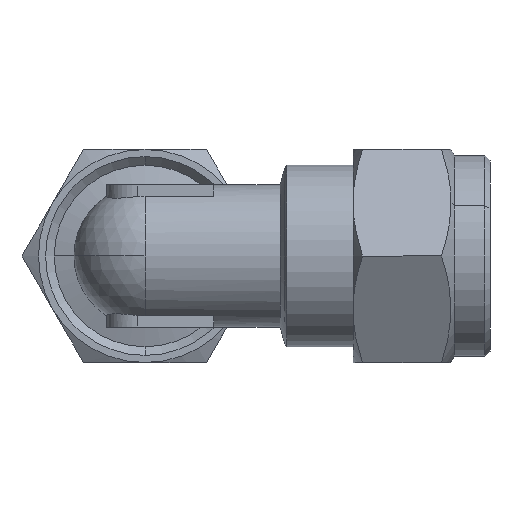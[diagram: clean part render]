
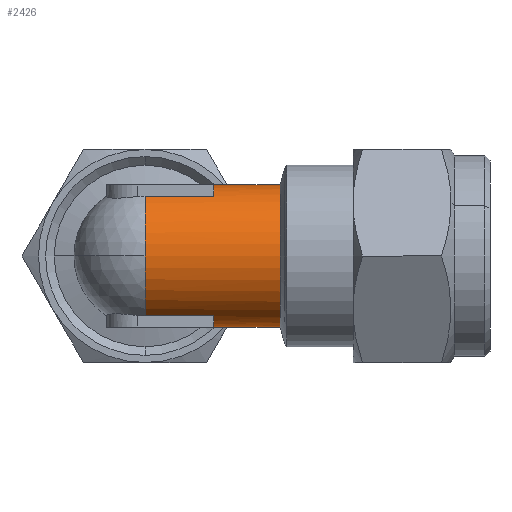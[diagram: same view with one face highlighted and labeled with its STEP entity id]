
A CAD part, left-side view. The second image highlights one B-rep face of the part: STEP entity #2426.
In plain terms, the highlighted cylindrical face has radius 7 mm (diameter 14 mm), a partial arc.
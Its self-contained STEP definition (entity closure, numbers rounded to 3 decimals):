
#135 = CARTESIAN_POINT ( 'NONE',  ( -3.75, 20.25, 5.911 ) ) ;
#140 = CARTESIAN_POINT ( 'NONE',  ( -3.75, 27., 5.911 ) ) ;
#195 = ORIENTED_EDGE ( 'NONE', *, *, #2066, .F. ) ;
#196 = ORIENTED_EDGE ( 'NONE', *, *, #2127, .T. ) ;
#197 = ORIENTED_EDGE ( 'NONE', *, *, #2128, .T. ) ;
#198 = ORIENTED_EDGE ( 'NONE', *, *, #2129, .T. ) ;
#199 = ORIENTED_EDGE ( 'NONE', *, *, #2073, .T. ) ;
#200 = ORIENTED_EDGE ( 'NONE', *, *, #2130, .T. ) ;
#201 = ORIENTED_EDGE ( 'NONE', *, *, #2131, .T. ) ;
#202 = ORIENTED_EDGE ( 'NONE', *, *, #2065, .T. ) ;
#203 = ORIENTED_EDGE ( 'NONE', *, *, #2132, .F. ) ;
#495 = VERTEX_POINT ( 'NONE', #636 ) ;
#498 = VERTEX_POINT ( 'NONE', #639 ) ;
#503 = VERTEX_POINT ( 'NONE', #644 ) ;
#504 = VERTEX_POINT ( 'NONE', #645 ) ;
#505 = VERTEX_POINT ( 'NONE', #646 ) ;
#510 = VERTEX_POINT ( 'NONE', #651 ) ;
#524 = VERTEX_POINT ( 'NONE', #665 ) ;
#636 = CARTESIAN_POINT ( 'NONE',  ( 0., 13.67, -7. ) ) ;
#639 = CARTESIAN_POINT ( 'NONE',  ( 0., 13.67, 7. ) ) ;
#644 = CARTESIAN_POINT ( 'NONE',  ( -3.75, 27., -5.911 ) ) ;
#645 = CARTESIAN_POINT ( 'NONE',  ( -7., 27., 0. ) ) ;
#646 = CARTESIAN_POINT ( 'NONE',  ( 0., 20.25, -7. ) ) ;
#651 = CARTESIAN_POINT ( 'NONE',  ( 0., 20.25, 7. ) ) ;
#665 = CARTESIAN_POINT ( 'NONE',  ( -3.75, 20.25, -5.911 ) ) ;
#697 = VERTEX_POINT ( 'NONE', #135 ) ;
#702 = VERTEX_POINT ( 'NONE', #140 ) ;
#755 = EDGE_LOOP ( 'NONE', ( #195, #196, #197, #198, #199, #200, #201, #202, #203 ) ) ;
#1079 = DIRECTION ( 'NONE',  ( 0., 0., -1. ) ) ;
#1081 = CARTESIAN_POINT ( 'NONE',  ( 0., 0., 0. ) ) ;
#1082 = DIRECTION ( 'NONE',  ( 0., -1., 0. ) ) ;
#1311 = AXIS2_PLACEMENT_3D ( 'NONE', #2477, #2478, #2479 ) ;
#1338 = AXIS2_PLACEMENT_3D ( 'NONE', #1887, #1888, #1889 ) ;
#1339 = AXIS2_PLACEMENT_3D ( 'NONE', #1890, #1891, #1892 ) ;
#1340 = AXIS2_PLACEMENT_3D ( 'NONE', #1894, #1895, #1896 ) ;
#1341 = AXIS2_PLACEMENT_3D ( 'NONE', #1898, #1899, #1900 ) ;
#1378 = AXIS2_PLACEMENT_3D ( 'NONE', #1081, #1082, #1079 ) ;
#1444 = LINE ( 'NONE', #2372, #1451 ) ;
#1447 = LINE ( 'NONE', #2361, #1449 ) ;
#1449 = VECTOR ( 'NONE', #2366, 1000. ) ;
#1451 = VECTOR ( 'NONE', #2376, 1000. ) ;
#1456 = CIRCLE ( 'NONE', #1311, 7. ) ;
#1527 = CIRCLE ( 'NONE', #1338, 7. ) ;
#1528 = LINE ( 'NONE', #1880, #1530 ) ;
#1529 = CIRCLE ( 'NONE', #1339, 7. ) ;
#1530 = VECTOR ( 'NONE', #1881, 1000. ) ;
#1531 = LINE ( 'NONE', #1885, #1533 ) ;
#1532 = CIRCLE ( 'NONE', #1340, 7. ) ;
#1533 = VECTOR ( 'NONE', #1886, 1000. ) ;
#1534 = CIRCLE ( 'NONE', #1341, 7. ) ;
#1638 = FACE_OUTER_BOUND ( 'NONE', #755, .T. ) ;
#1640 = CYLINDRICAL_SURFACE ( 'NONE', #1378, 7. ) ;
#1880 = CARTESIAN_POINT ( 'NONE',  ( -3.75, 0., 5.911 ) ) ;
#1881 = DIRECTION ( 'NONE',  ( 0., 1., 0. ) ) ;
#1885 = CARTESIAN_POINT ( 'NONE',  ( -3.75, 0., -5.911 ) ) ;
#1886 = DIRECTION ( 'NONE',  ( 0., -1., 0. ) ) ;
#1887 = CARTESIAN_POINT ( 'NONE',  ( 0., 20.25, 0. ) ) ;
#1888 = DIRECTION ( 'NONE',  ( 0., -1., 0. ) ) ;
#1889 = DIRECTION ( 'NONE',  ( 0., 0., 1. ) ) ;
#1890 = CARTESIAN_POINT ( 'NONE',  ( 0., 27., 0. ) ) ;
#1891 = DIRECTION ( 'NONE',  ( 0., -1., 0. ) ) ;
#1892 = DIRECTION ( 'NONE',  ( 0., 0., -1. ) ) ;
#1894 = CARTESIAN_POINT ( 'NONE',  ( 0., 20.25, 0. ) ) ;
#1895 = DIRECTION ( 'NONE',  ( 0., -1., 0. ) ) ;
#1896 = DIRECTION ( 'NONE',  ( 0., 0., 1. ) ) ;
#1898 = CARTESIAN_POINT ( 'NONE',  ( 0., 13.67, 0. ) ) ;
#1899 = DIRECTION ( 'NONE',  ( 0., -1., 0. ) ) ;
#1900 = DIRECTION ( 'NONE',  ( 0., 0., -1. ) ) ;
#2065 = EDGE_CURVE ( 'NONE', #505, #495, #1447, .T. ) ;
#2066 = EDGE_CURVE ( 'NONE', #510, #498, #1444, .T. ) ;
#2073 = EDGE_CURVE ( 'NONE', #504, #503, #1456, .T. ) ;
#2127 = EDGE_CURVE ( 'NONE', #510, #697, #1527, .T. ) ;
#2128 = EDGE_CURVE ( 'NONE', #697, #702, #1528, .T. ) ;
#2129 = EDGE_CURVE ( 'NONE', #702, #504, #1529, .T. ) ;
#2130 = EDGE_CURVE ( 'NONE', #503, #524, #1531, .T. ) ;
#2131 = EDGE_CURVE ( 'NONE', #524, #505, #1532, .T. ) ;
#2132 = EDGE_CURVE ( 'NONE', #498, #495, #1534, .T. ) ;
#2361 = CARTESIAN_POINT ( 'NONE',  ( 0., 0., -7. ) ) ;
#2366 = DIRECTION ( 'NONE',  ( 0., -1., 0. ) ) ;
#2372 = CARTESIAN_POINT ( 'NONE',  ( 0., 0., 7. ) ) ;
#2376 = DIRECTION ( 'NONE',  ( 0., -1., 0. ) ) ;
#2426 = ADVANCED_FACE ( 'NONE', ( #1638 ), #1640, .T. ) ;
#2477 = CARTESIAN_POINT ( 'NONE',  ( 0., 27., 0. ) ) ;
#2478 = DIRECTION ( 'NONE',  ( 0., -1., 0. ) ) ;
#2479 = DIRECTION ( 'NONE',  ( 0., 0., -1. ) ) ;
